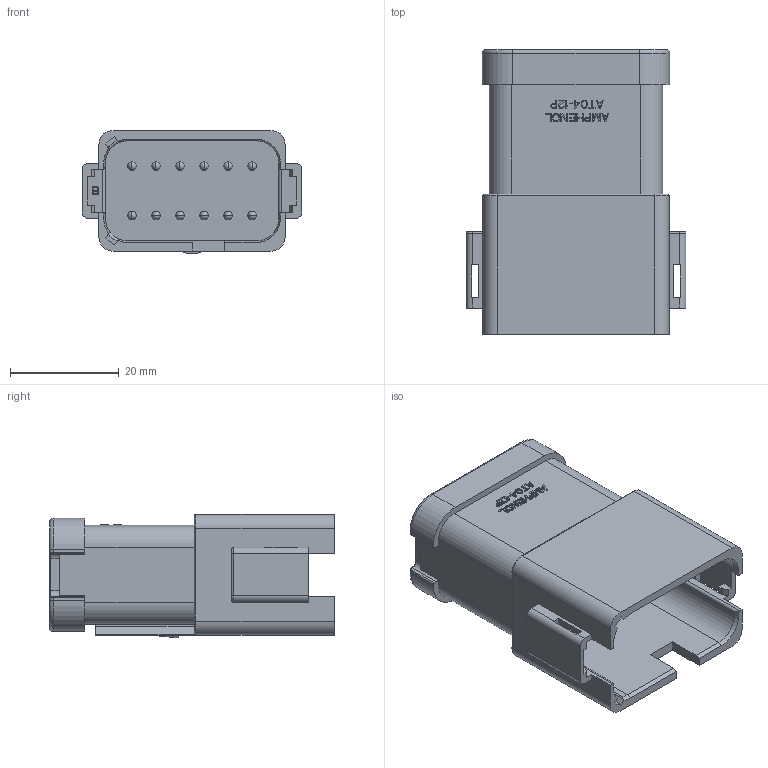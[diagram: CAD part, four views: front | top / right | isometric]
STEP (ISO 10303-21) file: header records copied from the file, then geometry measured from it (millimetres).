
FILE_DESCRIPTION((''),'2;1');
FILE_NAME('C-AT04-12PB-P021','2018-05-08T',('Administrator'),(''),'PRO/ENGINEER BY PARAMETRIC TECHNOLOGY CORPORATION, 2016360','PRO/ENGINEER BY PARAMETRIC TECHNOLOGY CORPORATION, 2016360','');
FILE_SCHEMA(('CONFIG_CONTROL_DESIGN'));
Length unit declared in the file: millimetre
Products named in the file (1): C-AT04-12PB-P021
Bounding box: 40.45 x 52.4 x 22.63 mm (x, y, z)
Volume: 21267.7 mm3; surface area: 10337.9 mm2
Topology: 1 solids, 1 shells, 1195 faces, 3306 edges, 2162 vertices
Faces by surface type: plane 685, extrusion 354, cylinder 99, torus 24, sphere 24, cone 7, bspline 2
Entity records: 39355 total; most frequent: CARTESIAN_POINT 10163, ORIENTED_EDGE 6564, DIRECTION 4827, EDGE_CURVE 3282, VECTOR 2643, LINE 2289, VERTEX_POINT 2162, EDGE_LOOP 1276
